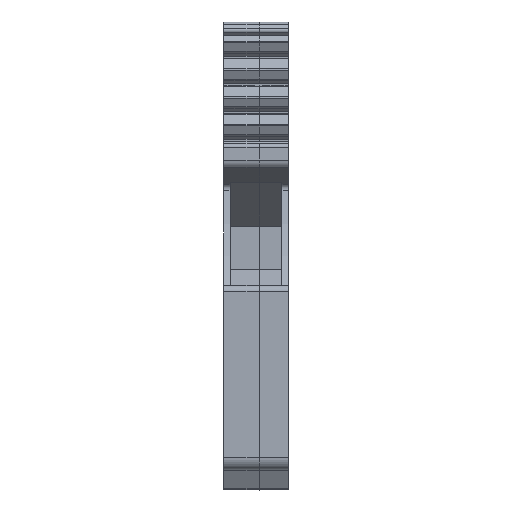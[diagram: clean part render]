
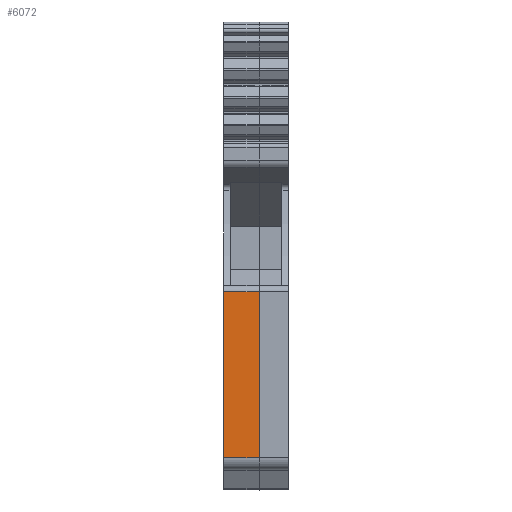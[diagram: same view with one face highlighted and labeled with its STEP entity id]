
A CAD part, front view. The second image highlights one B-rep face of the part: STEP entity #6072.
In plain terms, the highlighted planar face has unit normal (0, -1, 0).
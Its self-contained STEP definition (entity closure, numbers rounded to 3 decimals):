
#6059=AXIS2_PLACEMENT_3D('Plane Axis2P3D',#6056,#6057,#6058) ;
#1445=CARTESIAN_POINT('Vertex',(2.8,0.,15.655)) ;
#1448=CARTESIAN_POINT('Line Origine',(2.8,0.,9.102)) ;
#1452=CARTESIAN_POINT('Vertex',(2.8,0.,2.549)) ;
#1734=CARTESIAN_POINT('Vertex',(0.,0.,2.549)) ;
#1737=CARTESIAN_POINT('Line Origine',(0.,0.,9.102)) ;
#1741=CARTESIAN_POINT('Vertex',(0.,0.,15.655)) ;
#6044=CARTESIAN_POINT('Line Origine',(1.4,0.,15.655)) ;
#6056=CARTESIAN_POINT('Axis2P3D Location',(0.,0.,2.549)) ;
#6061=CARTESIAN_POINT('Line Origine',(1.4,0.,2.549)) ;
#1449=DIRECTION('Vector Direction',(0.,0.,1.)) ;
#1738=DIRECTION('Vector Direction',(0.,0.,1.)) ;
#6045=DIRECTION('Vector Direction',(1.,0.,0.)) ;
#6057=DIRECTION('Axis2P3D Direction',(0.,1.,0.)) ;
#6058=DIRECTION('Axis2P3D XDirection',(0.,0.,1.)) ;
#6062=DIRECTION('Vector Direction',(1.,0.,0.)) ;
#1450=VECTOR('Line Direction',#1449,1.) ;
#1739=VECTOR('Line Direction',#1738,1.) ;
#6046=VECTOR('Line Direction',#6045,1.) ;
#6063=VECTOR('Line Direction',#6062,1.) ;
#6067=ORIENTED_EDGE('',*,*,#6048,.F.) ;
#6068=ORIENTED_EDGE('',*,*,#1743,.T.) ;
#6069=ORIENTED_EDGE('',*,*,#6065,.T.) ;
#6070=ORIENTED_EDGE('',*,*,#1454,.F.) ;
#6072=ADVANCED_FACE('GN',(#6071),#6060,.F.) ;
#1454=EDGE_CURVE('',#1446,#1453,#1451,.F.) ;
#1743=EDGE_CURVE('',#1742,#1735,#1740,.F.) ;
#6048=EDGE_CURVE('',#1742,#1446,#6047,.T.) ;
#6065=EDGE_CURVE('',#1735,#1453,#6064,.T.) ;
#6066=EDGE_LOOP('',(#6067,#6068,#6069,#6070)) ;
#6071=FACE_OUTER_BOUND('',#6066,.T.) ;
#1451=LINE('Line',#1448,#1450) ;
#1740=LINE('Line',#1737,#1739) ;
#6047=LINE('Line',#6044,#6046) ;
#6064=LINE('Line',#6061,#6063) ;
#6060=PLANE('',#6059) ;
#1446=VERTEX_POINT('',#1445) ;
#1453=VERTEX_POINT('',#1452) ;
#1735=VERTEX_POINT('',#1734) ;
#1742=VERTEX_POINT('',#1741) ;
